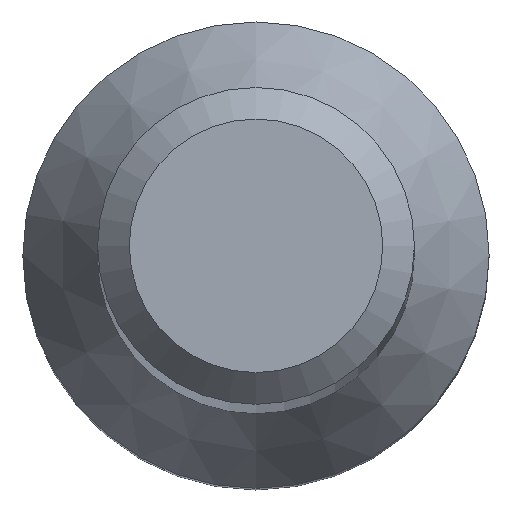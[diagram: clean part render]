
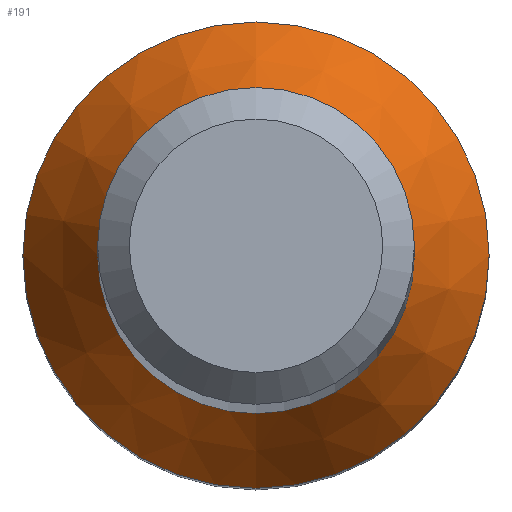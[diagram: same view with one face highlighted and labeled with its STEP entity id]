
A CAD part, top view. The second image highlights one B-rep face of the part: STEP entity #191.
In plain terms, the highlighted conical face has half-angle 30 degrees and reference radius 2.944 mm.
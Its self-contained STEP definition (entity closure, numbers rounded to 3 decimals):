
#16 = ORIENTED_EDGE ( 'NONE', *, *, #96, .F. ) ;
#28 = CIRCLE ( 'NONE', #172, 2.944 ) ;
#29 = CARTESIAN_POINT ( 'NONE',  ( 0., 0., 12.357 ) ) ;
#34 = DIRECTION ( 'NONE',  ( 0., 1., 0. ) ) ;
#49 = DIRECTION ( 'NONE',  ( 0., 0., -1. ) ) ;
#51 = CONICAL_SURFACE ( 'NONE', #83, 2.944, 0.524 ) ;
#53 = VERTEX_POINT ( 'NONE', #199 ) ;
#63 = FACE_BOUND ( 'NONE', #81, .T. ) ;
#64 = DIRECTION ( 'NONE',  ( 0., 1., 0. ) ) ;
#69 = VERTEX_POINT ( 'NONE', #113 ) ;
#74 = AXIS2_PLACEMENT_3D ( 'NONE', #85, #49, #64 ) ;
#81 = EDGE_LOOP ( 'NONE', ( #114 ) ) ;
#83 = AXIS2_PLACEMENT_3D ( 'NONE', #29, #215, #34 ) ;
#85 = CARTESIAN_POINT ( 'NONE',  ( 0., 0., 13.992 ) ) ;
#96 = EDGE_CURVE ( 'NONE', #53, #53, #28, .T. ) ;
#99 = CIRCLE ( 'NONE', #74, 2. ) ;
#101 = EDGE_LOOP ( 'NONE', ( #16 ) ) ;
#113 = CARTESIAN_POINT ( 'NONE',  ( 0., 2., 13.992 ) ) ;
#114 = ORIENTED_EDGE ( 'NONE', *, *, #118, .T. ) ;
#118 = EDGE_CURVE ( 'NONE', #69, #69, #99, .T. ) ;
#120 = CARTESIAN_POINT ( 'NONE',  ( 0., 0., 12.357 ) ) ;
#128 = DIRECTION ( 'NONE',  ( 0., 1., 0. ) ) ;
#172 = AXIS2_PLACEMENT_3D ( 'NONE', #120, #227, #128 ) ;
#191 = ADVANCED_FACE ( 'NONE', ( #63, #195 ), #51, .T. ) ;
#195 = FACE_OUTER_BOUND ( 'NONE', #101, .T. ) ;
#199 = CARTESIAN_POINT ( 'NONE',  ( 0., 2.944, 12.357 ) ) ;
#215 = DIRECTION ( 'NONE',  ( 0., 0., -1. ) ) ;
#227 = DIRECTION ( 'NONE',  ( 0., 0., -1. ) ) ;
